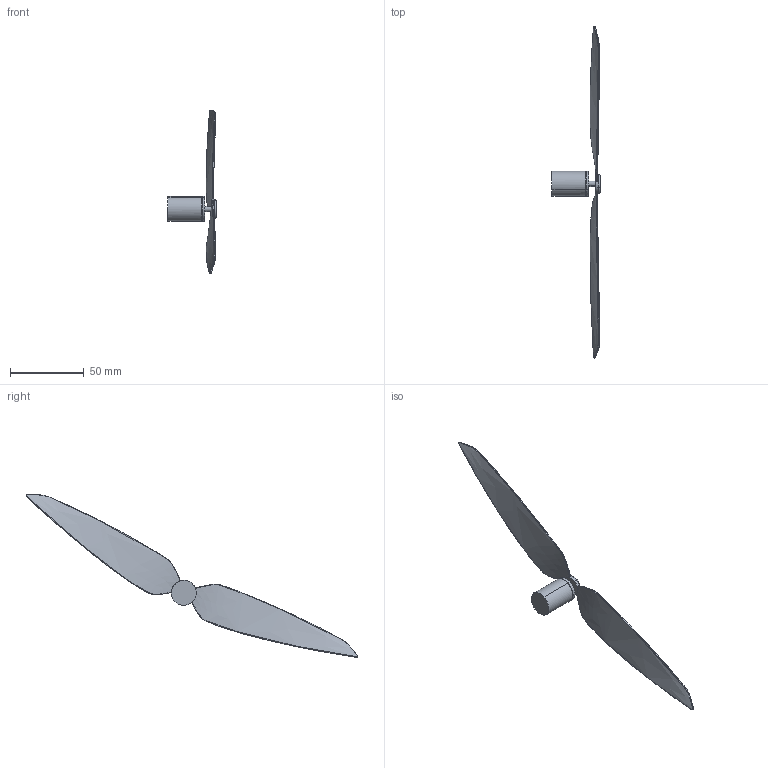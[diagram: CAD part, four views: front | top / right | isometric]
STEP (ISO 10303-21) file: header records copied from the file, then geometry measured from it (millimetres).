
FILE_DESCRIPTION (( 'STEP AP214' ), '1' );
FILE_NAME ('SoloPropR.STEP', '2022-12-29T14:50:41', ( '' ), ( '' ), 'SwSTEP 2.0', 'SolidWorks 2019', '' );
FILE_SCHEMA (( 'AUTOMOTIVE_DESIGN' ));
Length unit declared in the file: millimetre
Products named in the file (1): SoloPropR
Bounding box: 32.64 x 225.24 x 110.58 mm (x, y, z)
Volume: 10732.2 mm3; surface area: 12061.1 mm2
Topology: 3 solids, 3 shells, 54 faces, 114 edges, 70 vertices
Faces by surface type: bspline 36, cylinder 10, plane 6, torus 2
Entity records: 8454 total; most frequent: CARTESIAN_POINT 7043, ORIENTED_EDGE 228, EDGE_CURVE 114, B_SPLINE_CURVE_WITH_KNOTS 84, VERTEX_POINT 70, UNCERTAINTY_MEASURE_WITH_UNIT 59, SURFACE_STYLE_USAGE 58, PRESENTATION_STYLE_ASSIGNMENT 58
